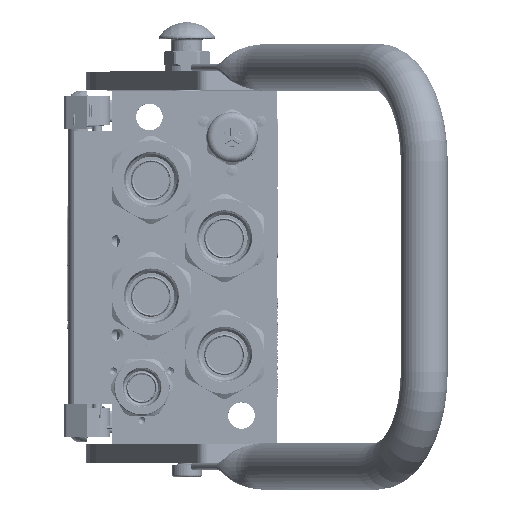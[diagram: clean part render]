
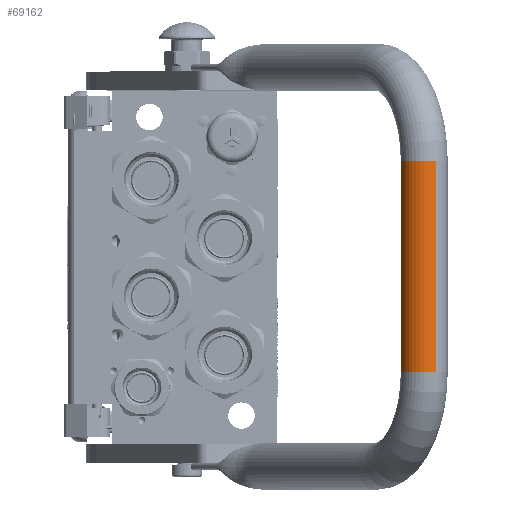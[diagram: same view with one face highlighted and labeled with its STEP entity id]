
A CAD part, top view. The second image highlights one B-rep face of the part: STEP entity #69162.
In plain terms, the highlighted cylindrical face has radius 12.5 mm (diameter 25 mm), a partial arc.
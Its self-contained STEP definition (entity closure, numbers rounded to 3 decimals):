
#360 = CARTESIAN_POINT ( 'NONE',  ( -56.25, 0., 180. ) ) ;
#2446 = ORIENTED_EDGE ( 'NONE', *, *, #188746, .T. ) ;
#2723 = VERTEX_POINT ( 'NONE', #190656 ) ;
#7248 = VECTOR ( 'NONE', #188561, 1000. ) ;
#18408 = EDGE_LOOP ( 'NONE', ( #2446, #144343, #128582, #53320 ) ) ;
#19751 = EDGE_CURVE ( 'NONE', #2723, #42116, #112679, .T. ) ;
#32495 = VERTEX_POINT ( 'NONE', #196552 ) ;
#38759 = DIRECTION ( 'NONE',  ( 0., 0., 1. ) ) ;
#42116 = VERTEX_POINT ( 'NONE', #157399 ) ;
#47747 = FACE_OUTER_BOUND ( 'NONE', #18408, .T. ) ;
#53320 = ORIENTED_EDGE ( 'NONE', *, *, #178589, .T. ) ;
#69162 = ADVANCED_FACE ( 'NONE', ( #47747 ), #85865, .T. ) ;
#76201 = VECTOR ( 'NONE', #198525, 1000. ) ;
#77769 = AXIS2_PLACEMENT_3D ( 'NONE', #102380, #151130, #198572 ) ;
#85865 = CYLINDRICAL_SURFACE ( 'NONE', #208765, 12.5 ) ;
#87626 = VERTEX_POINT ( 'NONE', #360 ) ;
#102380 = CARTESIAN_POINT ( 'NONE',  ( -56.25, 0., 167.5 ) ) ;
#103264 = CARTESIAN_POINT ( 'NONE',  ( 56.25, 0., 167.5 ) ) ;
#103959 = DIRECTION ( 'NONE',  ( 1., 0., 0. ) ) ;
#112679 = CIRCLE ( 'NONE', #164718, 12.5 ) ;
#119256 = LINE ( 'NONE', #182287, #76201 ) ;
#128582 = ORIENTED_EDGE ( 'NONE', *, *, #205452, .F. ) ;
#144343 = ORIENTED_EDGE ( 'NONE', *, *, #19751, .F. ) ;
#145762 = DIRECTION ( 'NONE',  ( 0., 0., -1. ) ) ;
#151130 = DIRECTION ( 'NONE',  ( 1., 0., 0. ) ) ;
#157399 = CARTESIAN_POINT ( 'NONE',  ( 56.25, 0., 155. ) ) ;
#164718 = AXIS2_PLACEMENT_3D ( 'NONE', #103264, #103959, #38759 ) ;
#171657 = CARTESIAN_POINT ( 'NONE',  ( -56.25, 0., 180. ) ) ;
#177710 = CARTESIAN_POINT ( 'NONE',  ( -56.25, 0., 167.5 ) ) ;
#178589 = EDGE_CURVE ( 'NONE', #87626, #32495, #191036, .T. ) ;
#179477 = LINE ( 'NONE', #171657, #7248 ) ;
#182287 = CARTESIAN_POINT ( 'NONE',  ( -56.25, 0., 155. ) ) ;
#188561 = DIRECTION ( 'NONE',  ( 1., 0., 0. ) ) ;
#188746 = EDGE_CURVE ( 'NONE', #32495, #42116, #119256, .T. ) ;
#190656 = CARTESIAN_POINT ( 'NONE',  ( 56.25, 0., 180. ) ) ;
#191036 = CIRCLE ( 'NONE', #77769, 12.5 ) ;
#193888 = DIRECTION ( 'NONE',  ( -1., 0., 0. ) ) ;
#196552 = CARTESIAN_POINT ( 'NONE',  ( -56.25, 0., 155. ) ) ;
#198525 = DIRECTION ( 'NONE',  ( 1., 0., 0. ) ) ;
#198572 = DIRECTION ( 'NONE',  ( 0., 0., 1. ) ) ;
#205452 = EDGE_CURVE ( 'NONE', #87626, #2723, #179477, .T. ) ;
#208765 = AXIS2_PLACEMENT_3D ( 'NONE', #177710, #193888, #145762 ) ;
